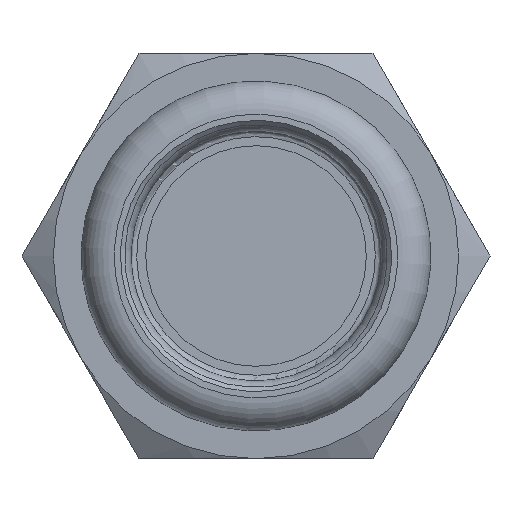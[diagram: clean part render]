
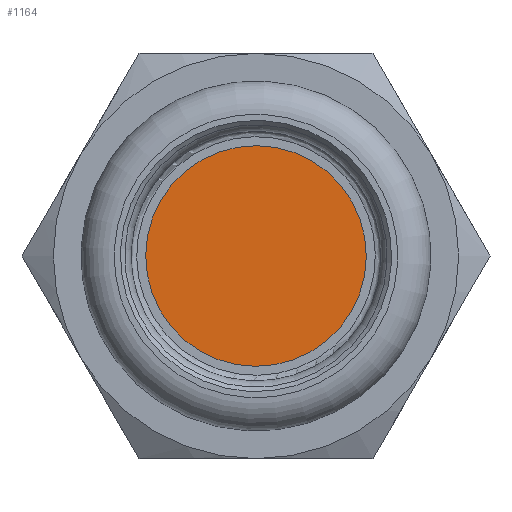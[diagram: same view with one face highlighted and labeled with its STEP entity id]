
A CAD part, left-side view. The second image highlights one B-rep face of the part: STEP entity #1164.
In plain terms, the highlighted planar face has unit normal (-1, 0, 0).
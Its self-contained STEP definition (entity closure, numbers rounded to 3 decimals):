
#112=CIRCLE('',#1303,9.8);
#223=FACE_OUTER_BOUND('',#304,.T.);
#304=EDGE_LOOP('',(#857));
#484=VERTEX_POINT('',#2024);
#615=EDGE_CURVE('',#484,#484,#112,.T.);
#857=ORIENTED_EDGE('',*,*,#615,.F.);
#1036=PLANE('',#1302);
#1164=ADVANCED_FACE('',(#223),#1036,.F.);
#1302=AXIS2_PLACEMENT_3D('',#2023,#1551,#1552);
#1303=AXIS2_PLACEMENT_3D('',#2025,#1553,#1554);
#1551=DIRECTION('center_axis',(1.,0.,0.));
#1552=DIRECTION('ref_axis',(0.,1.,0.));
#1553=DIRECTION('center_axis',(1.,0.,0.));
#1554=DIRECTION('ref_axis',(0.,-0.764,-0.645));
#2023=CARTESIAN_POINT('Origin',(21.9,14.05,0.));
#2024=CARTESIAN_POINT('',(21.9,7.49,6.32));
#2025=CARTESIAN_POINT('Origin',(21.9,0.,0.));
